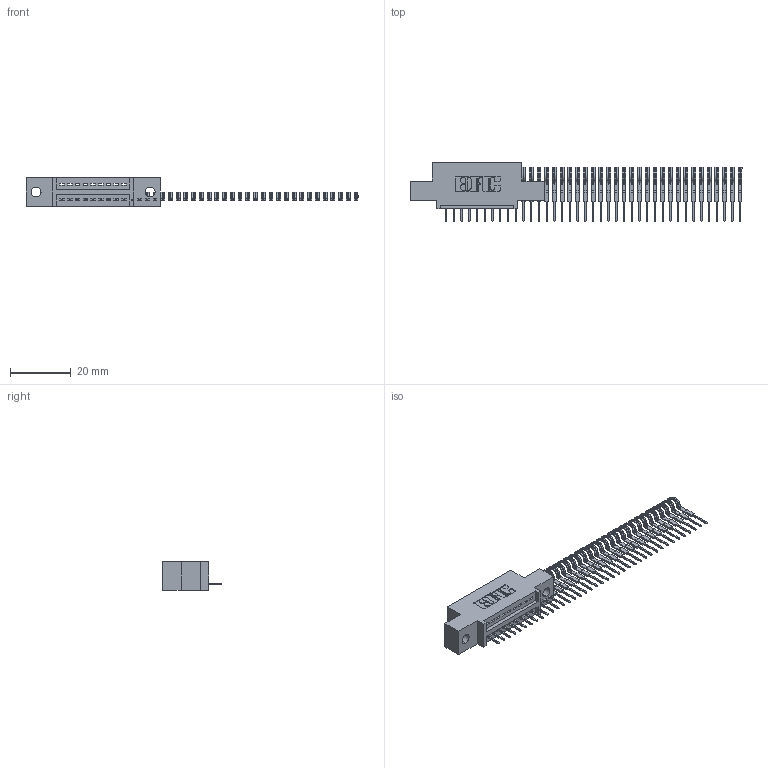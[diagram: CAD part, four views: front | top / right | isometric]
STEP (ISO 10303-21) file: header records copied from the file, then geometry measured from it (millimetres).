
FILE_DESCRIPTION (( 'STEP AP203' ), '1' );
FILE_NAME ('345-039-524-402.STEP', '2018-08-31T23:25:39', ( '' ), ( '' ), 'SwSTEP 2.0', 'SolidWorks 2016', '' );
FILE_SCHEMA (( 'CONFIG_CONTROL_DESIGN' ));
Length unit declared in the file: inch
Products named in the file (3): 345 Part_0.110 Offset - 0.128 Dia; 345-292-001_345-293-124; 345-039-524-402
Assembly tree (40 placements, depth 2):
  345-039-524-402
    345 Part_0.110 Offset - 0.128 Dia
    345-292-001_345-293-124  x39
Bounding box: 109.03 x 19.35 x 9.4 mm (x, y, z)
Volume: 3994.8 mm3; surface area: 6002.3 mm2
Topology: 40 solids, 40 shells, 2068 faces, 5753 edges, 3678 vertices
Faces by surface type: plane 1458, cylinder 610
Entity records: 12385 total; most frequent: CARTESIAN_POINT 2017, ORIENTED_EDGE 1930, DIRECTION 1843, EDGE_CURVE 965, VECTOR 801, LINE 801, VERTEX_POINT 638, AXIS2_PLACEMENT_3D 521
